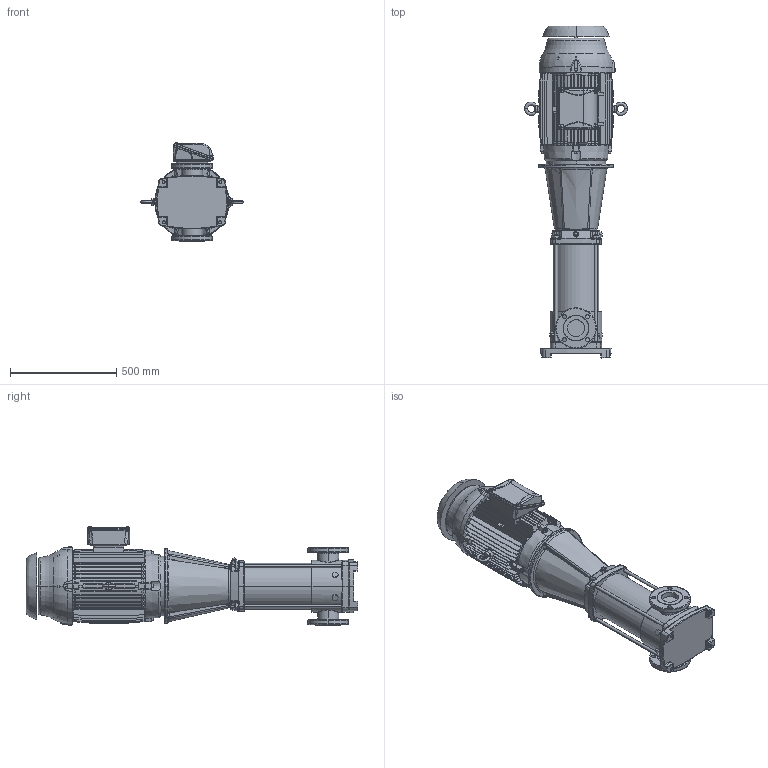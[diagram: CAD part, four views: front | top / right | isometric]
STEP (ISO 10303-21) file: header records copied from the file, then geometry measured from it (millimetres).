
FILE_DESCRIPTION (( 'STEP AP203' ), '1' );
FILE_NAME ('3303121 - MVI-225-4_2-30 HP-286TSC-304-E-230_460~3.step', '2022-03-30T19:46:07', ( '' ), ( '' ), 'SwSTEP 2.0', 'SolidWorks 2021', '' );
FILE_SCHEMA (( 'CONFIG_CONTROL_DESIGN' ));
Length unit declared in the file: inch
Products named in the file (5): 2704071 - NEMA V2 30HP 284_6TSC 230_460~3 TEFC; sbi_n_45-4_2_flange(NEMA); TEFC MOTOR_2704071 - NEMA V2 30HP 284_6TSC 230_460~3 TEFC; MVI PEO - [304-EPDM]_3304121 - MVI-225-4_2-30 HP-286TSC-304-E-S; 3303121 - MVI-225-4_2-30 HP-286TSC-304-E-230_460~3
Assembly tree (4 placements, depth 3):
  3303121 - MVI-225-4_2-30 HP-286TSC-304-E-230_460~3
    MVI PEO - [304-EPDM]_3304121 - MVI-225-4_2-30 HP-286TSC-304-E-S
      sbi_n_45-4_2_flange(NEMA)
    TEFC MOTOR_2704071 - NEMA V2 30HP 284_6TSC 230_460~3 TEFC
      2704071 - NEMA V2 30HP 284_6TSC 230_460~3 TEFC
Bounding box: 482.99 x 1559.8 x 466.9 mm (x, y, z)
Volume: 95427364.4 mm3; surface area: 3238602.1 mm2
Topology: 2 solids, 15 shells, 2487 faces, 6589 edges, 4236 vertices
Faces by surface type: plane 917, cylinder 806, bspline 411, cone 312, torus 31, sphere 10
Entity records: 119290 total; most frequent: CARTESIAN_POINT 61307, ORIENTED_EDGE 13090, DIRECTION 10622, EDGE_CURVE 6545, VERTEX_POINT 4232, AXIS2_PLACEMENT_3D 4070, EDGE_LOOP 2673, FACE_OUTER_BOUND 2487
